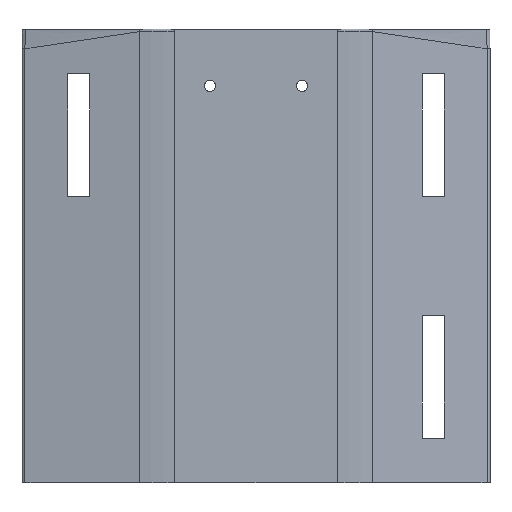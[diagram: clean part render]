
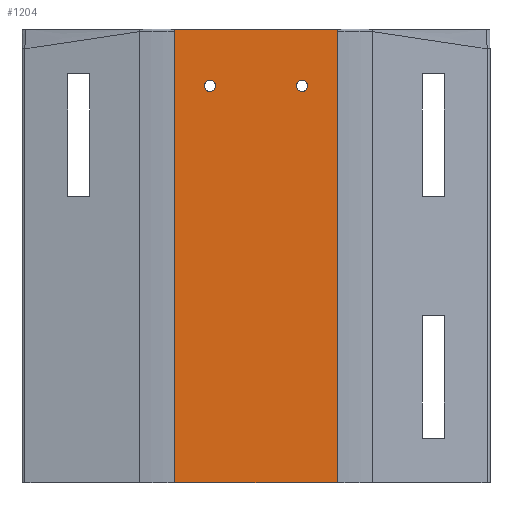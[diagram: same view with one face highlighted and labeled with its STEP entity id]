
A CAD part, front view. The second image highlights one B-rep face of the part: STEP entity #1204.
In plain terms, the highlighted planar face has unit normal (0, -1, 0).
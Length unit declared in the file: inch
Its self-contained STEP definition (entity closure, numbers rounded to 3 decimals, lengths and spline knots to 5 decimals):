
#60=FACE_BOUND('',#248,.T.);
#61=FACE_BOUND('',#249,.T.);
#109=CIRCLE('',#1316,0.09843);
#110=CIRCLE('',#1317,0.09843);
#170=FACE_OUTER_BOUND('',#247,.T.);
#247=EDGE_LOOP('',(#1023,#1024,#1025,#1026,#1027,#1028));
#248=EDGE_LOOP('',(#1029));
#249=EDGE_LOOP('',(#1030));
#275=LINE('',#1676,#371);
#358=LINE('',#2317,#454);
#359=LINE('',#2341,#455);
#360=LINE('',#2343,#456);
#371=VECTOR('',#1339,0.3937);
#454=VECTOR('',#1570,0.3937);
#455=VECTOR('',#1575,0.3937);
#456=VECTOR('',#1576,0.3937);
#497=B_SPLINE_CURVE_WITH_KNOTS('',3,(#2335,#2336,#2337,#2338),
 .UNSPECIFIED.,.F.,.F.,(4,4),(-0.45312,-0.33892),
 .UNSPECIFIED.);
#498=B_SPLINE_CURVE_WITH_KNOTS('',3,(#2344,#2345,#2346,#2347),
 .UNSPECIFIED.,.F.,.F.,(4,4),(0.33892,0.45312),
 .UNSPECIFIED.);
#502=VERTEX_POINT('',#1668);
#503=VERTEX_POINT('',#1675);
#598=VERTEX_POINT('',#2314);
#599=VERTEX_POINT('',#2316);
#600=VERTEX_POINT('',#2340);
#601=VERTEX_POINT('',#2342);
#602=VERTEX_POINT('',#2348);
#603=VERTEX_POINT('',#2350);
#612=EDGE_CURVE('',#503,#502,#275,.T.);
#755=EDGE_CURVE('',#598,#599,#358,.T.);
#757=EDGE_CURVE('',#599,#502,#497,.T.);
#758=EDGE_CURVE('',#598,#600,#359,.T.);
#759=EDGE_CURVE('',#601,#600,#360,.T.);
#760=EDGE_CURVE('',#503,#601,#498,.T.);
#761=EDGE_CURVE('',#602,#602,#109,.T.);
#762=EDGE_CURVE('',#603,#603,#110,.T.);
#1023=ORIENTED_EDGE('',*,*,#612,.T.);
#1024=ORIENTED_EDGE('',*,*,#757,.F.);
#1025=ORIENTED_EDGE('',*,*,#755,.F.);
#1026=ORIENTED_EDGE('',*,*,#758,.T.);
#1027=ORIENTED_EDGE('',*,*,#759,.F.);
#1028=ORIENTED_EDGE('',*,*,#760,.F.);
#1029=ORIENTED_EDGE('',*,*,#761,.T.);
#1030=ORIENTED_EDGE('',*,*,#762,.T.);
#1146=PLANE('',#1315);
#1204=ADVANCED_FACE('',(#170,#60,#61),#1146,.T.);
#1315=AXIS2_PLACEMENT_3D('',#2339,#1573,#1574);
#1316=AXIS2_PLACEMENT_3D('',#2349,#1577,#1578);
#1317=AXIS2_PLACEMENT_3D('',#2351,#1579,#1580);
#1339=DIRECTION('',(-1.,0.,0.));
#1570=DIRECTION('',(0.,0.,1.));
#1573=DIRECTION('center_axis',(0.,-1.,0.));
#1574=DIRECTION('ref_axis',(0.,0.,-1.));
#1575=DIRECTION('',(1.,0.,0.));
#1576=DIRECTION('',(0.,0.,-1.));
#1577=DIRECTION('center_axis',(0.,1.,0.));
#1578=DIRECTION('ref_axis',(-1.,0.,0.));
#1579=DIRECTION('center_axis',(0.,1.,0.));
#1580=DIRECTION('ref_axis',(-1.,0.,0.));
#1668=CARTESIAN_POINT('',(2.68805,-0.23622,8.));
#1675=CARTESIAN_POINT('',(5.56195,-0.23622,8.));
#1676=CARTESIAN_POINT('',(4.125,-0.23622,8.));
#2314=CARTESIAN_POINT('',(2.68885,-0.23622,0.));
#2316=CARTESIAN_POINT('',(2.68885,-0.23622,7.95505));
#2317=CARTESIAN_POINT('',(2.68885,-0.23622,8.));
#2335=CARTESIAN_POINT('Ctrl Pts',(2.68885,-0.23622,7.95505));
#2336=CARTESIAN_POINT('Ctrl Pts',(2.68885,-0.23622,7.97003));
#2337=CARTESIAN_POINT('Ctrl Pts',(2.68858,-0.23622,7.98502));
#2338=CARTESIAN_POINT('Ctrl Pts',(2.68805,-0.23622,8.));
#2339=CARTESIAN_POINT('Origin',(0.,-0.23622,8.));
#2340=CARTESIAN_POINT('',(5.56115,-0.23622,0.));
#2341=CARTESIAN_POINT('',(0.,-0.23622,0.));
#2342=CARTESIAN_POINT('',(5.56115,-0.23622,7.95505));
#2343=CARTESIAN_POINT('',(5.56115,-0.23622,8.));
#2344=CARTESIAN_POINT('Ctrl Pts',(5.56195,-0.23622,8.));
#2345=CARTESIAN_POINT('Ctrl Pts',(5.56142,-0.23622,7.98502));
#2346=CARTESIAN_POINT('Ctrl Pts',(5.56115,-0.23622,7.97003));
#2347=CARTESIAN_POINT('Ctrl Pts',(5.56115,-0.23622,7.95505));
#2348=CARTESIAN_POINT('',(3.41093,-0.23622,7.));
#2349=CARTESIAN_POINT('Origin',(3.3125,-0.23622,7.));
#2350=CARTESIAN_POINT('',(5.03593,-0.23622,7.));
#2351=CARTESIAN_POINT('Origin',(4.9375,-0.23622,7.));
